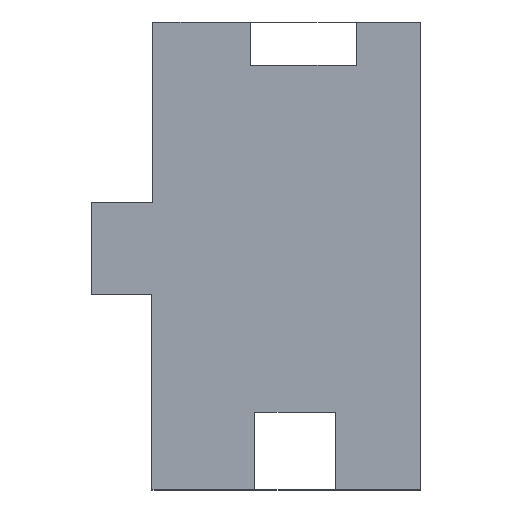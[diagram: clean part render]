
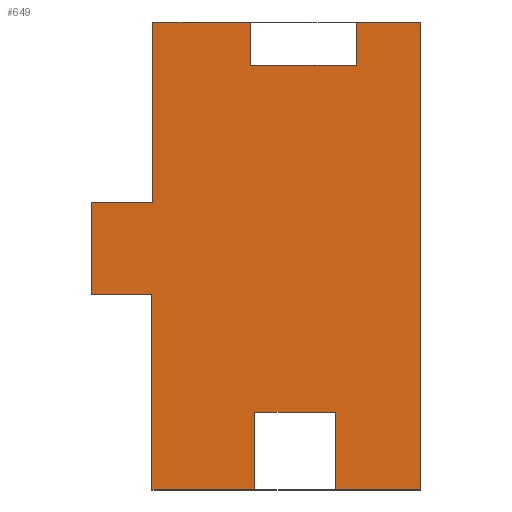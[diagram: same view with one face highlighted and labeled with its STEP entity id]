
A CAD part, top view. The second image highlights one B-rep face of the part: STEP entity #649.
In plain terms, the highlighted planar face has unit normal (0, 0, 1).
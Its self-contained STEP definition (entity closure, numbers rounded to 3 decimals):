
#24 = VERTEX_POINT('',#25);
#25 = CARTESIAN_POINT('',(78.77,-97.128,15.));
#31 = EDGE_CURVE('',#24,#32,#34,.T.);
#32 = VERTEX_POINT('',#33);
#33 = CARTESIAN_POINT('',(78.77,13.935,15.));
#34 = LINE('',#35,#36);
#35 = CARTESIAN_POINT('',(78.77,-97.128,15.));
#36 = VECTOR('',#37,1.);
#37 = DIRECTION('',(0.,1.,0.));
#62 = EDGE_CURVE('',#32,#63,#65,.T.);
#63 = VERTEX_POINT('',#64);
#64 = CARTESIAN_POINT('',(63.489,13.935,15.));
#65 = LINE('',#66,#67);
#66 = CARTESIAN_POINT('',(78.77,13.935,15.));
#67 = VECTOR('',#68,1.);
#68 = DIRECTION('',(-1.,0.,0.));
#93 = EDGE_CURVE('',#63,#94,#96,.T.);
#94 = VERTEX_POINT('',#95);
#95 = CARTESIAN_POINT('',(38.423,13.935,15.));
#96 = LINE('',#97,#98);
#97 = CARTESIAN_POINT('',(78.77,13.935,15.));
#98 = VECTOR('',#99,1.);
#99 = DIRECTION('',(-1.,0.,0.));
#124 = EDGE_CURVE('',#94,#125,#127,.T.);
#125 = VERTEX_POINT('',#126);
#126 = CARTESIAN_POINT('',(15.192,13.935,15.));
#127 = LINE('',#128,#129);
#128 = CARTESIAN_POINT('',(78.77,13.935,15.));
#129 = VECTOR('',#130,1.);
#130 = DIRECTION('',(-1.,0.,0.));
#155 = EDGE_CURVE('',#125,#156,#158,.T.);
#156 = VERTEX_POINT('',#157);
#157 = CARTESIAN_POINT('',(15.192,-28.888,15.));
#158 = LINE('',#159,#160);
#159 = CARTESIAN_POINT('',(15.192,13.935,15.));
#160 = VECTOR('',#161,1.);
#161 = DIRECTION('',(0.,-1.,0.));
#186 = EDGE_CURVE('',#156,#187,#189,.T.);
#187 = VERTEX_POINT('',#188);
#188 = CARTESIAN_POINT('',(0.628,-28.888,15.));
#189 = LINE('',#190,#191);
#190 = CARTESIAN_POINT('',(15.192,-28.888,15.));
#191 = VECTOR('',#192,1.);
#192 = DIRECTION('',(-1.,0.,0.));
#217 = EDGE_CURVE('',#187,#218,#220,.T.);
#218 = VERTEX_POINT('',#219);
#219 = CARTESIAN_POINT('',(0.628,-50.788,15.));
#220 = LINE('',#221,#222);
#221 = CARTESIAN_POINT('',(0.628,-28.888,15.));
#222 = VECTOR('',#223,1.);
#223 = DIRECTION('',(0.,-1.,0.));
#248 = EDGE_CURVE('',#218,#249,#251,.T.);
#249 = VERTEX_POINT('',#250);
#250 = CARTESIAN_POINT('',(15.009,-50.788,15.));
#251 = LINE('',#252,#253);
#252 = CARTESIAN_POINT('',(0.628,-50.788,15.));
#253 = VECTOR('',#254,1.);
#254 = DIRECTION('',(1.,0.,0.));
#279 = EDGE_CURVE('',#249,#280,#282,.T.);
#280 = VERTEX_POINT('',#281);
#281 = CARTESIAN_POINT('',(15.009,-97.128,15.));
#282 = LINE('',#283,#284);
#283 = CARTESIAN_POINT('',(15.009,-50.788,15.));
#284 = VECTOR('',#285,1.);
#285 = DIRECTION('',(0.,-1.,0.));
#310 = EDGE_CURVE('',#280,#311,#313,.T.);
#311 = VERTEX_POINT('',#312);
#312 = CARTESIAN_POINT('',(39.418,-97.128,15.));
#313 = LINE('',#314,#315);
#314 = CARTESIAN_POINT('',(15.009,-97.128,15.));
#315 = VECTOR('',#316,1.);
#316 = DIRECTION('',(1.,0.,0.));
#341 = EDGE_CURVE('',#311,#342,#344,.T.);
#342 = VERTEX_POINT('',#343);
#343 = CARTESIAN_POINT('',(58.565,-97.128,15.));
#344 = LINE('',#345,#346);
#345 = CARTESIAN_POINT('',(15.009,-97.128,15.));
#346 = VECTOR('',#347,1.);
#347 = DIRECTION('',(1.,0.,0.));
#372 = EDGE_CURVE('',#342,#24,#373,.T.);
#373 = LINE('',#374,#375);
#374 = CARTESIAN_POINT('',(15.009,-97.128,15.));
#375 = VECTOR('',#376,1.);
#376 = DIRECTION('',(1.,0.,0.));
#394 = EDGE_CURVE('',#63,#395,#397,.T.);
#395 = VERTEX_POINT('',#396);
#396 = CARTESIAN_POINT('',(38.423,13.935,15.));
#397 = LINE('',#398,#399);
#398 = CARTESIAN_POINT('',(63.489,13.935,15.));
#399 = VECTOR('',#400,1.);
#400 = DIRECTION('',(-1.,0.,0.));
#422 = VERTEX_POINT('',#423);
#423 = CARTESIAN_POINT('',(63.489,3.722,15.));
#429 = EDGE_CURVE('',#422,#430,#432,.T.);
#430 = VERTEX_POINT('',#431);
#431 = CARTESIAN_POINT('',(63.489,13.935,15.));
#432 = LINE('',#433,#434);
#433 = CARTESIAN_POINT('',(63.489,3.722,15.));
#434 = VECTOR('',#435,1.);
#435 = DIRECTION('',(0.,1.,0.));
#457 = VERTEX_POINT('',#458);
#458 = CARTESIAN_POINT('',(38.423,3.722,15.));
#464 = EDGE_CURVE('',#457,#422,#465,.T.);
#465 = LINE('',#466,#467);
#466 = CARTESIAN_POINT('',(38.423,3.722,15.));
#467 = VECTOR('',#468,1.);
#468 = DIRECTION('',(1.,0.,0.));
#486 = EDGE_CURVE('',#395,#457,#487,.T.);
#487 = LINE('',#488,#489);
#488 = CARTESIAN_POINT('',(38.423,13.935,15.));
#489 = VECTOR('',#490,1.);
#490 = DIRECTION('',(0.,-1.,0.));
#510 = VERTEX_POINT('',#511);
#511 = CARTESIAN_POINT('',(39.418,-78.68,15.));
#517 = EDGE_CURVE('',#510,#518,#520,.T.);
#518 = VERTEX_POINT('',#519);
#519 = CARTESIAN_POINT('',(39.418,-97.128,15.));
#520 = LINE('',#521,#522);
#521 = CARTESIAN_POINT('',(39.418,-78.68,15.));
#522 = VECTOR('',#523,1.);
#523 = DIRECTION('',(0.,-1.,0.));
#545 = VERTEX_POINT('',#546);
#546 = CARTESIAN_POINT('',(58.565,-78.68,15.));
#552 = EDGE_CURVE('',#545,#510,#553,.T.);
#553 = LINE('',#554,#555);
#554 = CARTESIAN_POINT('',(58.565,-78.68,15.));
#555 = VECTOR('',#556,1.);
#556 = DIRECTION('',(-1.,0.,0.));
#574 = EDGE_CURVE('',#575,#545,#577,.T.);
#575 = VERTEX_POINT('',#576);
#576 = CARTESIAN_POINT('',(58.565,-97.128,15.));
#577 = LINE('',#578,#579);
#578 = CARTESIAN_POINT('',(58.565,-97.128,15.));
#579 = VECTOR('',#580,1.);
#580 = DIRECTION('',(0.,1.,0.));
#600 = EDGE_CURVE('',#311,#575,#601,.T.);
#601 = LINE('',#602,#603);
#602 = CARTESIAN_POINT('',(39.418,-97.128,15.));
#603 = VECTOR('',#604,1.);
#604 = DIRECTION('',(1.,0.,0.));
#649 = ADVANCED_FACE('',(#650,#664,#670),#676,.T.);
#650 = FACE_BOUND('',#651,.T.);
#651 = EDGE_LOOP('',(#652,#653,#654,#655,#656,#657,#658,#659,#660,#661,
    #662,#663));
#652 = ORIENTED_EDGE('',*,*,#31,.T.);
#653 = ORIENTED_EDGE('',*,*,#62,.T.);
#654 = ORIENTED_EDGE('',*,*,#93,.T.);
#655 = ORIENTED_EDGE('',*,*,#124,.T.);
#656 = ORIENTED_EDGE('',*,*,#155,.T.);
#657 = ORIENTED_EDGE('',*,*,#186,.T.);
#658 = ORIENTED_EDGE('',*,*,#217,.T.);
#659 = ORIENTED_EDGE('',*,*,#248,.T.);
#660 = ORIENTED_EDGE('',*,*,#279,.T.);
#661 = ORIENTED_EDGE('',*,*,#310,.T.);
#662 = ORIENTED_EDGE('',*,*,#341,.T.);
#663 = ORIENTED_EDGE('',*,*,#372,.T.);
#664 = FACE_BOUND('',#665,.T.);
#665 = EDGE_LOOP('',(#666,#667,#668,#669));
#666 = ORIENTED_EDGE('',*,*,#394,.F.);
#667 = ORIENTED_EDGE('',*,*,#429,.F.);
#668 = ORIENTED_EDGE('',*,*,#464,.F.);
#669 = ORIENTED_EDGE('',*,*,#486,.F.);
#670 = FACE_BOUND('',#671,.T.);
#671 = EDGE_LOOP('',(#672,#673,#674,#675));
#672 = ORIENTED_EDGE('',*,*,#517,.F.);
#673 = ORIENTED_EDGE('',*,*,#552,.F.);
#674 = ORIENTED_EDGE('',*,*,#574,.F.);
#675 = ORIENTED_EDGE('',*,*,#600,.F.);
#676 = PLANE('',#677);
#677 = AXIS2_PLACEMENT_3D('',#678,#679,#680);
#678 = CARTESIAN_POINT('',(45.008,-41.37,15.));
#679 = DIRECTION('',(0.,0.,1.));
#680 = DIRECTION('',(1.,0.,0.));
